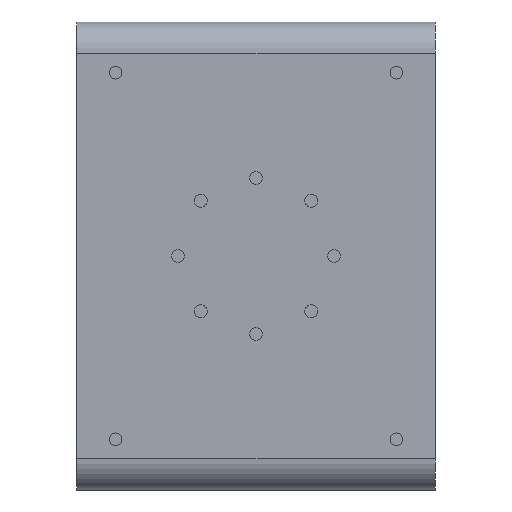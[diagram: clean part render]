
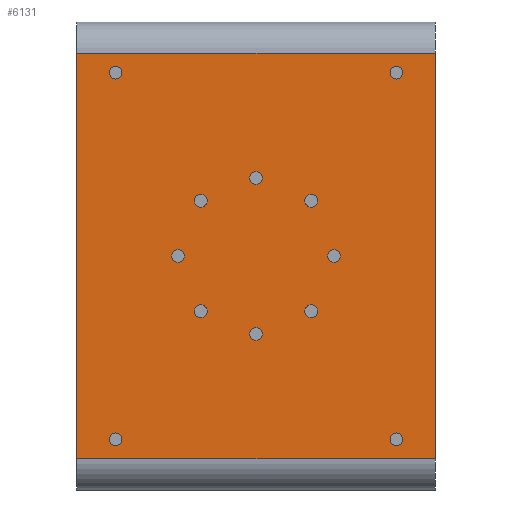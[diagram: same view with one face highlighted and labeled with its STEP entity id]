
A CAD part, left-side view. The second image highlights one B-rep face of the part: STEP entity #6131.
In plain terms, the highlighted planar face has unit normal (-1, 0, 0).
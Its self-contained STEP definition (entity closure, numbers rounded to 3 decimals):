
#54=FACE_BOUND('',#1384,.T.);
#55=FACE_BOUND('',#1385,.T.);
#56=FACE_BOUND('',#1386,.T.);
#57=FACE_BOUND('',#1387,.T.);
#58=FACE_BOUND('',#1388,.T.);
#59=FACE_BOUND('',#1389,.T.);
#60=FACE_BOUND('',#1390,.T.);
#61=FACE_BOUND('',#1391,.T.);
#62=FACE_BOUND('',#1392,.T.);
#63=FACE_BOUND('',#1393,.T.);
#64=FACE_BOUND('',#1394,.T.);
#65=FACE_BOUND('',#1395,.T.);
#323=CIRCLE('',#6584,0.812);
#325=CIRCLE('',#6588,0.812);
#327=CIRCLE('',#6592,0.812);
#329=CIRCLE('',#6596,0.812);
#415=CIRCLE('',#6770,0.812);
#417=CIRCLE('',#6774,0.812);
#419=CIRCLE('',#6778,0.812);
#421=CIRCLE('',#6782,0.812);
#423=CIRCLE('',#6786,0.812);
#425=CIRCLE('',#6790,0.812);
#427=CIRCLE('',#6794,0.812);
#429=CIRCLE('',#6798,0.812);
#982=FACE_OUTER_BOUND('',#1383,.T.);
#1383=EDGE_LOOP('',(#5467,#5468,#5469,#5470));
#1384=EDGE_LOOP('',(#5471));
#1385=EDGE_LOOP('',(#5472));
#1386=EDGE_LOOP('',(#5473));
#1387=EDGE_LOOP('',(#5474));
#1388=EDGE_LOOP('',(#5475));
#1389=EDGE_LOOP('',(#5476));
#1390=EDGE_LOOP('',(#5477));
#1391=EDGE_LOOP('',(#5478));
#1392=EDGE_LOOP('',(#5479));
#1393=EDGE_LOOP('',(#5480));
#1394=EDGE_LOOP('',(#5481));
#1395=EDGE_LOOP('',(#5482));
#1932=LINE('',#10535,#2438);
#1938=LINE('',#10563,#2444);
#1939=LINE('',#10564,#2445);
#1940=LINE('',#10565,#2446);
#2438=VECTOR('',#8721,10.);
#2444=VECTOR('',#8749,10.);
#2445=VECTOR('',#8750,10.);
#2446=VECTOR('',#8751,10.);
#2853=VERTEX_POINT('',#10010);
#2855=VERTEX_POINT('',#10017);
#2857=VERTEX_POINT('',#10024);
#2859=VERTEX_POINT('',#10031);
#2972=VERTEX_POINT('',#10411);
#2974=VERTEX_POINT('',#10418);
#2976=VERTEX_POINT('',#10425);
#2978=VERTEX_POINT('',#10432);
#2980=VERTEX_POINT('',#10439);
#2982=VERTEX_POINT('',#10446);
#2984=VERTEX_POINT('',#10453);
#2986=VERTEX_POINT('',#10460);
#3005=VERTEX_POINT('',#10532);
#3006=VERTEX_POINT('',#10534);
#3016=VERTEX_POINT('',#10561);
#3017=VERTEX_POINT('',#10562);
#3610=EDGE_CURVE('',#2853,#2853,#323,.T.);
#3613=EDGE_CURVE('',#2855,#2855,#325,.T.);
#3616=EDGE_CURVE('',#2857,#2857,#327,.T.);
#3619=EDGE_CURVE('',#2859,#2859,#329,.T.);
#3798=EDGE_CURVE('',#2972,#2972,#415,.T.);
#3801=EDGE_CURVE('',#2974,#2974,#417,.T.);
#3804=EDGE_CURVE('',#2976,#2976,#419,.T.);
#3807=EDGE_CURVE('',#2978,#2978,#421,.T.);
#3810=EDGE_CURVE('',#2980,#2980,#423,.T.);
#3813=EDGE_CURVE('',#2982,#2982,#425,.T.);
#3816=EDGE_CURVE('',#2984,#2984,#427,.T.);
#3819=EDGE_CURVE('',#2986,#2986,#429,.T.);
#3851=EDGE_CURVE('',#3005,#3006,#1932,.T.);
#3864=EDGE_CURVE('',#3016,#3017,#1938,.T.);
#3865=EDGE_CURVE('',#3016,#3006,#1939,.T.);
#3866=EDGE_CURVE('',#3017,#3005,#1940,.T.);
#5467=ORIENTED_EDGE('',*,*,#3864,.F.);
#5468=ORIENTED_EDGE('',*,*,#3865,.T.);
#5469=ORIENTED_EDGE('',*,*,#3851,.F.);
#5470=ORIENTED_EDGE('',*,*,#3866,.F.);
#5471=ORIENTED_EDGE('',*,*,#3610,.T.);
#5472=ORIENTED_EDGE('',*,*,#3613,.T.);
#5473=ORIENTED_EDGE('',*,*,#3616,.T.);
#5474=ORIENTED_EDGE('',*,*,#3619,.T.);
#5475=ORIENTED_EDGE('',*,*,#3798,.T.);
#5476=ORIENTED_EDGE('',*,*,#3801,.T.);
#5477=ORIENTED_EDGE('',*,*,#3804,.T.);
#5478=ORIENTED_EDGE('',*,*,#3807,.T.);
#5479=ORIENTED_EDGE('',*,*,#3810,.T.);
#5480=ORIENTED_EDGE('',*,*,#3813,.T.);
#5481=ORIENTED_EDGE('',*,*,#3816,.T.);
#5482=ORIENTED_EDGE('',*,*,#3819,.T.);
#5773=PLANE('',#6849);
#6131=ADVANCED_FACE('',(#982,#54,#55,#56,#57,#58,#59,#60,#61,#62,#63,#64,
#65),#5773,.T.);
#6584=AXIS2_PLACEMENT_3D('',#10011,#8095,#8096);
#6588=AXIS2_PLACEMENT_3D('',#10018,#8104,#8105);
#6592=AXIS2_PLACEMENT_3D('',#10025,#8113,#8114);
#6596=AXIS2_PLACEMENT_3D('',#10032,#8122,#8123);
#6770=AXIS2_PLACEMENT_3D('',#10412,#8563,#8564);
#6774=AXIS2_PLACEMENT_3D('',#10419,#8572,#8573);
#6778=AXIS2_PLACEMENT_3D('',#10426,#8581,#8582);
#6782=AXIS2_PLACEMENT_3D('',#10433,#8590,#8591);
#6786=AXIS2_PLACEMENT_3D('',#10440,#8599,#8600);
#6790=AXIS2_PLACEMENT_3D('',#10447,#8608,#8609);
#6794=AXIS2_PLACEMENT_3D('',#10454,#8617,#8618);
#6798=AXIS2_PLACEMENT_3D('',#10461,#8626,#8627);
#6849=AXIS2_PLACEMENT_3D('',#10560,#8747,#8748);
#8095=DIRECTION('center_axis',(1.,0.,0.));
#8096=DIRECTION('ref_axis',(0.,0.,1.));
#8104=DIRECTION('center_axis',(1.,0.,0.));
#8105=DIRECTION('ref_axis',(0.,0.,1.));
#8113=DIRECTION('center_axis',(1.,0.,0.));
#8114=DIRECTION('ref_axis',(0.,0.,1.));
#8122=DIRECTION('center_axis',(1.,0.,0.));
#8123=DIRECTION('ref_axis',(0.,0.,1.));
#8563=DIRECTION('center_axis',(1.,0.,0.));
#8564=DIRECTION('ref_axis',(0.,0.,1.));
#8572=DIRECTION('center_axis',(1.,0.,0.));
#8573=DIRECTION('ref_axis',(0.,0.,1.));
#8581=DIRECTION('center_axis',(1.,0.,0.));
#8582=DIRECTION('ref_axis',(0.,0.,1.));
#8590=DIRECTION('center_axis',(1.,0.,0.));
#8591=DIRECTION('ref_axis',(0.,0.,1.));
#8599=DIRECTION('center_axis',(1.,0.,0.));
#8600=DIRECTION('ref_axis',(0.,0.,1.));
#8608=DIRECTION('center_axis',(1.,0.,0.));
#8609=DIRECTION('ref_axis',(0.,0.,1.));
#8617=DIRECTION('center_axis',(1.,0.,0.));
#8618=DIRECTION('ref_axis',(0.,0.,1.));
#8626=DIRECTION('center_axis',(1.,0.,0.));
#8627=DIRECTION('ref_axis',(0.,0.,1.));
#8721=DIRECTION('',(0.,0.,1.));
#8747=DIRECTION('center_axis',(-1.,0.,0.));
#8748=DIRECTION('ref_axis',(0.,0.,1.));
#8749=DIRECTION('',(0.,0.,-1.));
#8750=DIRECTION('',(0.,1.,0.));
#8751=DIRECTION('',(0.,1.,0.));
#10010=CARTESIAN_POINT('',(-30.,5.,22.689));
#10011=CARTESIAN_POINT('Origin',(-30.,5.,23.5));
#10017=CARTESIAN_POINT('',(-30.,5.,-24.312));
#10018=CARTESIAN_POINT('Origin',(-30.,5.,-23.5));
#10024=CARTESIAN_POINT('',(-30.,41.,22.689));
#10025=CARTESIAN_POINT('Origin',(-30.,41.,23.5));
#10031=CARTESIAN_POINT('',(-30.,41.,-24.312));
#10032=CARTESIAN_POINT('Origin',(-30.,41.,-23.5));
#10411=CARTESIAN_POINT('',(-30.,15.929,-7.883));
#10412=CARTESIAN_POINT('Origin',(-30.,15.929,-7.071));
#10418=CARTESIAN_POINT('',(-30.,30.071,6.26));
#10419=CARTESIAN_POINT('Origin',(-30.,30.071,7.071));
#10425=CARTESIAN_POINT('',(-30.,23.,9.189));
#10426=CARTESIAN_POINT('Origin',(-30.,23.,10.));
#10432=CARTESIAN_POINT('',(-30.,23.,-10.812));
#10433=CARTESIAN_POINT('Origin',(-30.,23.,-10.));
#10439=CARTESIAN_POINT('',(-30.,13.,-0.812));
#10440=CARTESIAN_POINT('Origin',(-30.,13.,0.));
#10446=CARTESIAN_POINT('',(-30.,33.,-0.812));
#10447=CARTESIAN_POINT('Origin',(-30.,33.,0.));
#10453=CARTESIAN_POINT('',(-30.,15.929,6.26));
#10454=CARTESIAN_POINT('Origin',(-30.,15.929,7.071));
#10460=CARTESIAN_POINT('',(-30.,30.071,-7.883));
#10461=CARTESIAN_POINT('Origin',(-30.,30.071,-7.071));
#10532=CARTESIAN_POINT('',(-30.,46.,-26.));
#10534=CARTESIAN_POINT('',(-30.,46.,26.));
#10535=CARTESIAN_POINT('',(-30.,46.,-26.));
#10560=CARTESIAN_POINT('Origin',(-30.,0.,-26.));
#10561=CARTESIAN_POINT('',(-30.,0.,26.));
#10562=CARTESIAN_POINT('',(-30.,0.,-26.));
#10563=CARTESIAN_POINT('',(-30.,0.,26.));
#10564=CARTESIAN_POINT('',(-30.,0.,26.));
#10565=CARTESIAN_POINT('',(-30.,0.,-26.));
